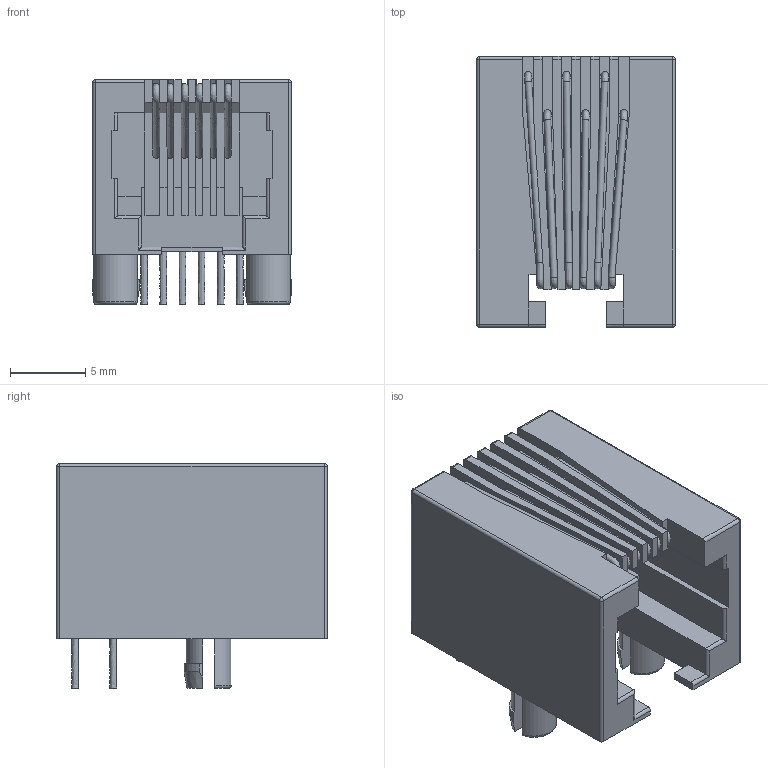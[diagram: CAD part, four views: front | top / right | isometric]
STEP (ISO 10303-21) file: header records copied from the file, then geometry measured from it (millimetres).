
FILE_DESCRIPTION(/* description */ ('Unknown'),/* implementation_level */ '2;1');
FILE_NAME(/* name */ 'J_Wurth_WR-MJ_615006141121',/* time_stamp */ '2025-07-02T10:29:49+08:00',/* author */ ('Unknown'),/* organization */ ('Unknown'),/* preprocessor_version */ 'ST-DEVELOPER v19.4',/* originating_system */ 'Solid Edge',/* authorisation */ 'Unknown');
FILE_SCHEMA (('AUTOMOTIVE_DESIGN {1 0 10303 214 3 1 1}'));
Length unit declared in the file: millimetre
Products named in the file (2): J_Wurth_WR-MJ_615006141121
Assembly tree (1 placements, depth 2):
  J_Wurth_WR-MJ_615006141121
    J_Wurth_WR-MJ_615006141121
Bounding box: 13.2 x 18 x 14.95 mm (x, y, z)
Volume: 1486 mm3; surface area: 2779.4 mm2
Topology: 7 solids, 7 shells, 255 faces, 695 edges, 454 vertices
Faces by surface type: plane 186, cylinder 49, bspline 12, sphere 4, cone 2, torus 2
Full cylindrical faces by diameter (mm): 0.45 x6, 0.5 x6, 0.9 x6
Entity records: 12270 total; most frequent: CARTESIAN_POINT 5965, ORIENTED_EDGE 1286, DIRECTION 1223, EDGE_CURVE 643, LINE 517, VECTOR 517, VERTEX_POINT 436, AXIS2_PLACEMENT_3D 353
